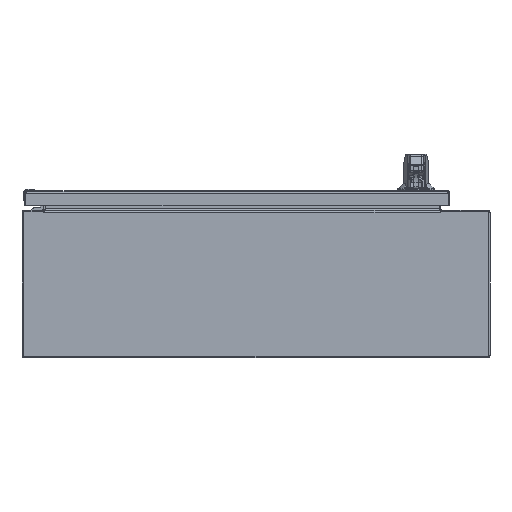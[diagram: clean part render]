
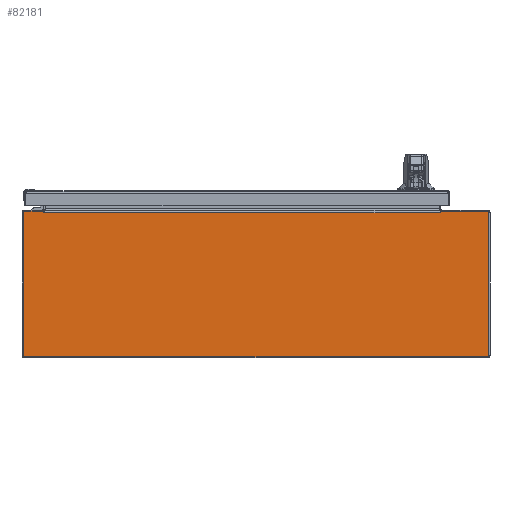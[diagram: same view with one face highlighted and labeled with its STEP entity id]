
A CAD part, front view. The second image highlights one B-rep face of the part: STEP entity #82181.
In plain terms, the highlighted planar face has unit normal (0, -1, 0).
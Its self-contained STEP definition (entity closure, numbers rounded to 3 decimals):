
#339 = LINE ( 'NONE', #185058, #147094 ) ;
#1784 = ORIENTED_EDGE ( 'NONE', *, *, #157729, .T. ) ;
#3020 = CARTESIAN_POINT ( 'NONE',  ( 0., -15., 3.937 ) ) ;
#3033 = CARTESIAN_POINT ( 'NONE',  ( -11.485, -15., 3.855 ) ) ;
#5834 = DIRECTION ( 'NONE',  ( -1., 0., 0. ) ) ;
#6902 = DIRECTION ( 'NONE',  ( 0., 0., -1. ) ) ;
#8084 = EDGE_CURVE ( 'NONE', #204442, #127611, #92784, .T. ) ;
#12824 = DIRECTION ( 'NONE',  ( 0., 0., -1. ) ) ;
#13245 = CARTESIAN_POINT ( 'NONE',  ( 10.001, -15., 3.855 ) ) ;
#14146 = CARTESIAN_POINT ( 'NONE',  ( -11.501, -15., 3.855 ) ) ;
#14544 = VERTEX_POINT ( 'NONE', #48935 ) ;
#14763 = CARTESIAN_POINT ( 'NONE',  ( -11.501, -15., 3.855 ) ) ;
#15138 = VERTEX_POINT ( 'NONE', #142735 ) ;
#19156 = VERTEX_POINT ( 'NONE', #13245 ) ;
#20753 = CARTESIAN_POINT ( 'NONE',  ( 12.544, -15., 3.857 ) ) ;
#21685 = DIRECTION ( 'NONE',  ( 0., 1., 0. ) ) ;
#21835 = DIRECTION ( 'NONE',  ( 0., 0., -1. ) ) ;
#22322 = CARTESIAN_POINT ( 'NONE',  ( 0., -15., -3.937 ) ) ;
#28119 = CIRCLE ( 'NONE', #140540, 0.08 ) ;
#29417 = EDGE_LOOP ( 'NONE', ( #104680, #212858, #53317, #86563, #54138, #44552, #196542, #129282, #85727, #67836, #158669, #53455, #215782, #1784 ) ) ;
#29757 = CARTESIAN_POINT ( 'NONE',  ( 0., -15., 3.855 ) ) ;
#30718 = CARTESIAN_POINT ( 'NONE',  ( -12.544, -15., -3.937 ) ) ;
#34154 = DIRECTION ( 'NONE',  ( 0., 0., 1. ) ) ;
#34489 = LINE ( 'NONE', #22322, #192981 ) ;
#37811 = EDGE_CURVE ( 'NONE', #15138, #110065, #28119, .T. ) ;
#38180 = AXIS2_PLACEMENT_3D ( 'NONE', #20753, #87830, #21835 ) ;
#42149 = VERTEX_POINT ( 'NONE', #209733 ) ;
#44497 = LINE ( 'NONE', #14763, #94295 ) ;
#44552 = ORIENTED_EDGE ( 'NONE', *, *, #170813, .F. ) ;
#47477 = VECTOR ( 'NONE', #148451, 39.37 ) ;
#48070 = VERTEX_POINT ( 'NONE', #30718 ) ;
#48935 = CARTESIAN_POINT ( 'NONE',  ( 12.624, -15., -3.857 ) ) ;
#51289 = VERTEX_POINT ( 'NONE', #90029 ) ;
#51343 = DIRECTION ( 'NONE',  ( 0., 1., 0. ) ) ;
#53317 = ORIENTED_EDGE ( 'NONE', *, *, #137060, .F. ) ;
#53455 = ORIENTED_EDGE ( 'NONE', *, *, #132570, .T. ) ;
#54138 = ORIENTED_EDGE ( 'NONE', *, *, #103173, .F. ) ;
#57932 = DIRECTION ( 'NONE',  ( -1., 0., 0. ) ) ;
#60295 = CIRCLE ( 'NONE', #186636, 0.08 ) ;
#66810 = VECTOR ( 'NONE', #206391, 39.37 ) ;
#67836 = ORIENTED_EDGE ( 'NONE', *, *, #174675, .T. ) ;
#70498 = DIRECTION ( 'NONE',  ( 1., 0., 0. ) ) ;
#72665 = CARTESIAN_POINT ( 'NONE',  ( 0., -15., 3.937 ) ) ;
#72992 = EDGE_CURVE ( 'NONE', #110065, #109227, #202453, .T. ) ;
#73969 = FACE_OUTER_BOUND ( 'NONE', #29417, .T. ) ;
#76553 = CARTESIAN_POINT ( 'NONE',  ( 0., -15., 3.855 ) ) ;
#78943 = EDGE_CURVE ( 'NONE', #51289, #184655, #132987, .T. ) ;
#82181 = ADVANCED_FACE ( 'NONE', ( #73969 ), #143226, .T. ) ;
#82524 = CARTESIAN_POINT ( 'NONE',  ( -12.624, -15., 0. ) ) ;
#85727 = ORIENTED_EDGE ( 'NONE', *, *, #119765, .F. ) ;
#86563 = ORIENTED_EDGE ( 'NONE', *, *, #179305, .F. ) ;
#87170 = DIRECTION ( 'NONE',  ( -1., 0., 0. ) ) ;
#87830 = DIRECTION ( 'NONE',  ( 0., 1., 0. ) ) ;
#90029 = CARTESIAN_POINT ( 'NONE',  ( 12.544, -15., 3.937 ) ) ;
#90938 = LINE ( 'NONE', #76553, #216005 ) ;
#92784 = LINE ( 'NONE', #29757, #47477 ) ;
#94295 = VECTOR ( 'NONE', #181892, 39.37 ) ;
#95714 = EDGE_CURVE ( 'NONE', #184655, #14544, #106151, .T. ) ;
#96439 = CARTESIAN_POINT ( 'NONE',  ( 12.544, -15., -3.857 ) ) ;
#97320 = CARTESIAN_POINT ( 'NONE',  ( 9.986, -15., 3.855 ) ) ;
#103173 = EDGE_CURVE ( 'NONE', #154946, #48070, #34489, .T. ) ;
#103918 = VERTEX_POINT ( 'NONE', #97320 ) ;
#104618 = LINE ( 'NONE', #136483, #143632 ) ;
#104680 = ORIENTED_EDGE ( 'NONE', *, *, #72992, .F. ) ;
#106151 = LINE ( 'NONE', #156652, #174172 ) ;
#106681 = CARTESIAN_POINT ( 'NONE',  ( 12.624, -15., 3.857 ) ) ;
#109227 = VERTEX_POINT ( 'NONE', #182671 ) ;
#110065 = VERTEX_POINT ( 'NONE', #178905 ) ;
#110925 = VECTOR ( 'NONE', #70498, 39.37 ) ;
#119561 = DIRECTION ( 'NONE',  ( 0., 0., -1. ) ) ;
#119765 = EDGE_CURVE ( 'NONE', #130064, #51289, #123946, .T. ) ;
#121798 = DIRECTION ( 'NONE',  ( 0., 0., -1. ) ) ;
#122054 = VECTOR ( 'NONE', #34154, 39.37 ) ;
#123946 = LINE ( 'NONE', #3020, #66810 ) ;
#125839 = DIRECTION ( 'NONE',  ( 0., 0., -1. ) ) ;
#127611 = VERTEX_POINT ( 'NONE', #14146 ) ;
#129282 = ORIENTED_EDGE ( 'NONE', *, *, #78943, .F. ) ;
#130064 = VERTEX_POINT ( 'NONE', #205212 ) ;
#132056 = CARTESIAN_POINT ( 'NONE',  ( 12.544, -15., -3.937 ) ) ;
#132570 = EDGE_CURVE ( 'NONE', #103918, #204442, #90938, .T. ) ;
#132987 = CIRCLE ( 'NONE', #38180, 0.08 ) ;
#136483 = CARTESIAN_POINT ( 'NONE',  ( 10.016, -15., 3.937 ) ) ;
#137060 = EDGE_CURVE ( 'NONE', #42149, #15138, #151769, .T. ) ;
#139896 = AXIS2_PLACEMENT_3D ( 'NONE', #96439, #213995, #12824 ) ;
#140540 = AXIS2_PLACEMENT_3D ( 'NONE', #203052, #51343, #119561 ) ;
#142158 = CARTESIAN_POINT ( 'NONE',  ( 0., -15., 0. ) ) ;
#142735 = CARTESIAN_POINT ( 'NONE',  ( -12.624, -15., 3.857 ) ) ;
#143226 = PLANE ( 'NONE',  #208507 ) ;
#143632 = VECTOR ( 'NONE', #200278, 39.37 ) ;
#147094 = VECTOR ( 'NONE', #87170, 39.37 ) ;
#148451 = DIRECTION ( 'NONE',  ( -1., 0., 0. ) ) ;
#151769 = LINE ( 'NONE', #82524, #122054 ) ;
#153561 = CIRCLE ( 'NONE', #139896, 0.08 ) ;
#154946 = VERTEX_POINT ( 'NONE', #132056 ) ;
#156652 = CARTESIAN_POINT ( 'NONE',  ( 12.624, -15., 0. ) ) ;
#157729 = EDGE_CURVE ( 'NONE', #127611, #109227, #44497, .T. ) ;
#158669 = ORIENTED_EDGE ( 'NONE', *, *, #173654, .T. ) ;
#170813 = EDGE_CURVE ( 'NONE', #14544, #154946, #153561, .T. ) ;
#173654 = EDGE_CURVE ( 'NONE', #19156, #103918, #339, .T. ) ;
#174049 = DIRECTION ( 'NONE',  ( 0., -1., 0. ) ) ;
#174172 = VECTOR ( 'NONE', #125839, 39.37 ) ;
#174675 = EDGE_CURVE ( 'NONE', #130064, #19156, #104618, .T. ) ;
#178905 = CARTESIAN_POINT ( 'NONE',  ( -12.544, -15., 3.937 ) ) ;
#179305 = EDGE_CURVE ( 'NONE', #48070, #42149, #60295, .T. ) ;
#181892 = DIRECTION ( 'NONE',  ( -0.174, 0., 0.985 ) ) ;
#182671 = CARTESIAN_POINT ( 'NONE',  ( -11.516, -15., 3.937 ) ) ;
#184655 = VERTEX_POINT ( 'NONE', #106681 ) ;
#185058 = CARTESIAN_POINT ( 'NONE',  ( 9.993, -15., 3.855 ) ) ;
#186636 = AXIS2_PLACEMENT_3D ( 'NONE', #206376, #21685, #121798 ) ;
#192981 = VECTOR ( 'NONE', #5834, 39.37 ) ;
#196542 = ORIENTED_EDGE ( 'NONE', *, *, #95714, .F. ) ;
#200278 = DIRECTION ( 'NONE',  ( -0.174, 0., -0.985 ) ) ;
#202453 = LINE ( 'NONE', #72665, #110925 ) ;
#203052 = CARTESIAN_POINT ( 'NONE',  ( -12.544, -15., 3.857 ) ) ;
#204442 = VERTEX_POINT ( 'NONE', #3033 ) ;
#205212 = CARTESIAN_POINT ( 'NONE',  ( 10.016, -15., 3.937 ) ) ;
#206376 = CARTESIAN_POINT ( 'NONE',  ( -12.544, -15., -3.857 ) ) ;
#206391 = DIRECTION ( 'NONE',  ( 1., 0., 0. ) ) ;
#208507 = AXIS2_PLACEMENT_3D ( 'NONE', #142158, #174049, #6902 ) ;
#209733 = CARTESIAN_POINT ( 'NONE',  ( -12.624, -15., -3.857 ) ) ;
#212858 = ORIENTED_EDGE ( 'NONE', *, *, #37811, .F. ) ;
#213995 = DIRECTION ( 'NONE',  ( 0., 1., 0. ) ) ;
#215782 = ORIENTED_EDGE ( 'NONE', *, *, #8084, .T. ) ;
#216005 = VECTOR ( 'NONE', #57932, 39.37 ) ;
